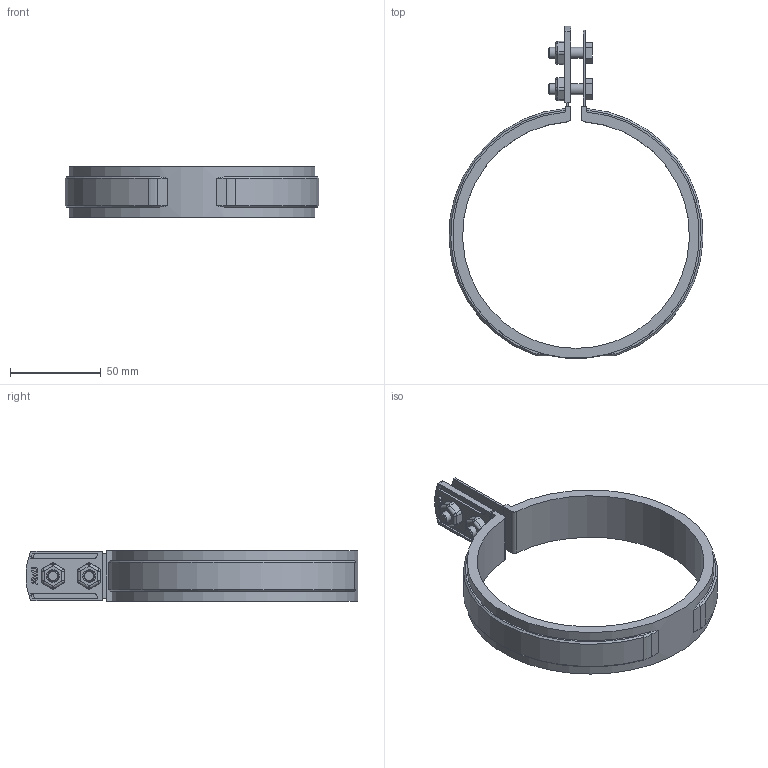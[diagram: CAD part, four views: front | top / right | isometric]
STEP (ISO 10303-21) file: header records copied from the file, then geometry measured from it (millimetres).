
FILE_DESCRIPTION( ( 'STEP AP203' ), '1' );
FILE_NAME( 'TP100.step', '2022-07-14T03:02:45', ( ' ' ), ( ' ' ), 'XStep 1.0', ' ', ' ' );
FILE_SCHEMA( ( 'CONFIG_CONTROL_DESIGN' ) );
Length unit declared in the file: millimetre
Products named in the file (9): 1; 2; 3; 4; 5; 6; 7; 8; 9
Bounding box: 139.91 x 182.85 x 28 mm (x, y, z)
Volume: 78994.2 mm3; surface area: 87444.9 mm2
Topology: 9 solids, 9 shells, 343 faces, 934 edges, 613 vertices
Faces by surface type: plane 177, cylinder 81, cone 38, bspline 24, offset 12, extrusion 11
Full cylindrical faces by diameter (mm): 4.917 x2, 6 x2, 7 x6
Entity records: 14554 total; most frequent: CARTESIAN_POINT 5733, ORIENTED_EDGE 1820, DIRECTION 1606, EDGE_CURVE 910, VERTEX_POINT 605, VECTOR 552, LINE 541, AXIS2_PLACEMENT_3D 527
